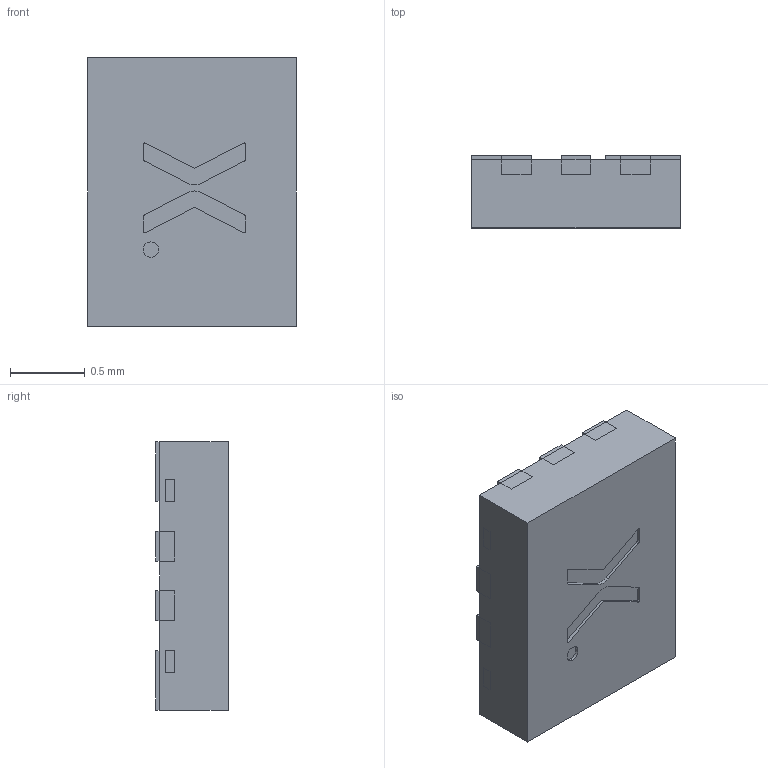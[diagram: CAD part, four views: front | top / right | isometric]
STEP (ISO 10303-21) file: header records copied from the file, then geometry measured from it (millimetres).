
FILE_DESCRIPTION (( '3D model for products with SOT1160-1 package' ), '1' );
FILE_NAME ('SOT1160-1.STEP', '2019-09-26T06:08:24', ( 'Packaging R&D' ), ( 'Nexperia' ), 'SwSTEP 2.0', 'SolidWorks 2019', '' );
FILE_SCHEMA (( 'AUTOMOTIVE_DESIGN' ));
Length unit declared in the file: millimetre
Products named in the file (3): SOT1160-1 Mold body; SOT1160-1; SOT1160-1 LF
Assembly tree (2 placements, depth 2):
  SOT1160-1
    SOT1160-1 LF
    SOT1160-1 Mold body
Bounding box: 1.4 x 0.48 x 1.8 mm (x, y, z)
Surface area: 11.4 mm2
Topology: 15 solids, 15 shells, 121 faces, 264 edges, 176 vertices
Faces by surface type: plane 106, cylinder 15
Entity records: 4430 total; most frequent: CARTESIAN_POINT 566, DIRECTION 546, ORIENTED_EDGE 528, EDGE_CURVE 264, LINE 234, VECTOR 234, VERTEX_POINT 176, AXIS2_PLACEMENT_3D 156
